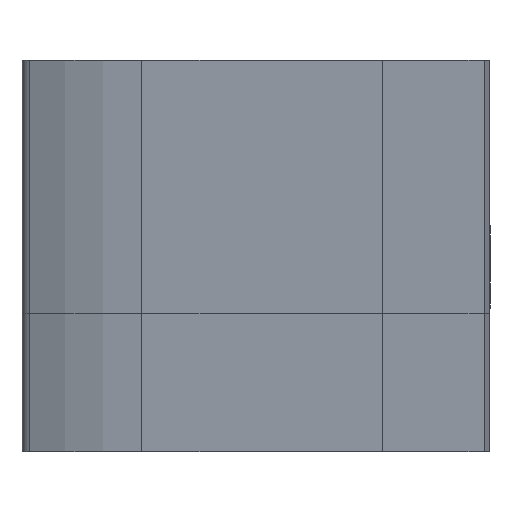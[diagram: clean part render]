
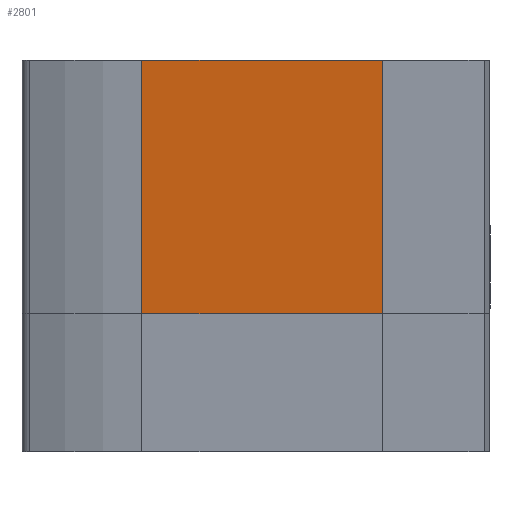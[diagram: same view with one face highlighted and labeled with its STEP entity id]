
A CAD part, left-side view. The second image highlights one B-rep face of the part: STEP entity #2801.
In plain terms, the highlighted planar face has unit normal (-0.981, 0.193, 0).
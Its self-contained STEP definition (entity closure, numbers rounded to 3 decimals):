
#353 = PLANE('',#354);
#354 = AXIS2_PLACEMENT_3D('',#355,#356,#357);
#355 = CARTESIAN_POINT('',(-4.398,-11.476,25.5));
#356 = DIRECTION('',(0.,0.,-1.));
#357 = DIRECTION('',(0.,1.,0.));
#941 = PLANE('',#942);
#942 = AXIS2_PLACEMENT_3D('',#943,#944,#945);
#943 = CARTESIAN_POINT('',(-24.38,-11.5,9.));
#944 = DIRECTION('',(0.981,-0.193,0.)
  );
#945 = DIRECTION('',(0.193,0.981,0.)
  );
#986 = VERTEX_POINT('',#987);
#987 = CARTESIAN_POINT('',(-21.291,4.191,9.));
#1023 = CYLINDRICAL_SURFACE('',#1024,21.7);
#1024 = AXIS2_PLACEMENT_3D('',#1025,#1026,#1027);
#1025 = CARTESIAN_POINT('',(0.,0.,9.));
#1026 = DIRECTION('',(0.,0.,-1.));
#1027 = DIRECTION('',(1.,0.,0.));
#1327 = VERTEX_POINT('',#1328);
#1328 = CARTESIAN_POINT('',(-24.38,-11.5,25.5));
#1342 = PLANE('',#1343);
#1343 = AXIS2_PLACEMENT_3D('',#1344,#1345,#1346);
#1344 = CARTESIAN_POINT('',(-24.38,-11.5,9.));
#1345 = DIRECTION('',(0.981,-0.193,0.)
  );
#1346 = DIRECTION('',(-0.193,-0.981,0.
    ));
#1354 = EDGE_CURVE('',#1355,#1327,#1357,.T.);
#1355 = VERTEX_POINT('',#1356);
#1356 = CARTESIAN_POINT('',(-21.291,4.191,25.5));
#1357 = SURFACE_CURVE('',#1358,(#1362,#1369),.PCURVE_S1.);
#1358 = LINE('',#1359,#1360);
#1359 = CARTESIAN_POINT('',(-21.291,4.191,25.5));
#1360 = VECTOR('',#1361,1.);
#1361 = DIRECTION('',(-0.193,-0.981,0.
    ));
#1362 = PCURVE('',#353,#1363);
#1363 = DEFINITIONAL_REPRESENTATION('',(#1364),#1368);
#1364 = LINE('',#1365,#1366);
#1365 = CARTESIAN_POINT('',(15.667,-16.893));
#1366 = VECTOR('',#1367,1.);
#1367 = DIRECTION('',(-0.981,-0.193));
#1368 = ( GEOMETRIC_REPRESENTATION_CONTEXT(2) 
PARAMETRIC_REPRESENTATION_CONTEXT() REPRESENTATION_CONTEXT('2D SPACE',''
  ) );
#1369 = PCURVE('',#1370,#1375);
#1370 = PLANE('',#1371);
#1371 = AXIS2_PLACEMENT_3D('',#1372,#1373,#1374);
#1372 = CARTESIAN_POINT('',(-21.291,4.191,9.));
#1373 = DIRECTION('',(0.981,-0.193,0.)
  );
#1374 = DIRECTION('',(-0.193,-0.981,0.
    ));
#1375 = DEFINITIONAL_REPRESENTATION('',(#1376),#1380);
#1376 = LINE('',#1377,#1378);
#1377 = CARTESIAN_POINT('',(0.,-16.5));
#1378 = VECTOR('',#1379,1.);
#1379 = DIRECTION('',(1.,0.));
#1380 = ( GEOMETRIC_REPRESENTATION_CONTEXT(2) 
PARAMETRIC_REPRESENTATION_CONTEXT() REPRESENTATION_CONTEXT('2D SPACE',''
  ) );
#2568 = VERTEX_POINT('',#2569);
#2569 = CARTESIAN_POINT('',(-24.38,-11.5,9.));
#2617 = EDGE_CURVE('',#2568,#986,#2618,.T.);
#2618 = SURFACE_CURVE('',#2619,(#2623,#2630),.PCURVE_S1.);
#2619 = LINE('',#2620,#2621);
#2620 = CARTESIAN_POINT('',(-24.38,-11.5,9.));
#2621 = VECTOR('',#2622,1.);
#2622 = DIRECTION('',(0.193,0.981,0.)
  );
#2623 = PCURVE('',#941,#2624);
#2624 = DEFINITIONAL_REPRESENTATION('',(#2625),#2629);
#2625 = LINE('',#2626,#2627);
#2626 = CARTESIAN_POINT('',(0.,0.));
#2627 = VECTOR('',#2628,1.);
#2628 = DIRECTION('',(1.,0.));
#2629 = ( GEOMETRIC_REPRESENTATION_CONTEXT(2) 
PARAMETRIC_REPRESENTATION_CONTEXT() REPRESENTATION_CONTEXT('2D SPACE',''
  ) );
#2630 = PCURVE('',#1370,#2631);
#2631 = DEFINITIONAL_REPRESENTATION('',(#2632),#2636);
#2632 = LINE('',#2633,#2634);
#2633 = CARTESIAN_POINT('',(15.992,0.));
#2634 = VECTOR('',#2635,1.);
#2635 = DIRECTION('',(-1.,0.));
#2636 = ( GEOMETRIC_REPRESENTATION_CONTEXT(2) 
PARAMETRIC_REPRESENTATION_CONTEXT() REPRESENTATION_CONTEXT('2D SPACE',''
  ) );
#2643 = EDGE_CURVE('',#986,#1355,#2644,.T.);
#2644 = SURFACE_CURVE('',#2645,(#2649,#2656),.PCURVE_S1.);
#2645 = LINE('',#2646,#2647);
#2646 = CARTESIAN_POINT('',(-21.291,4.191,9.));
#2647 = VECTOR('',#2648,1.);
#2648 = DIRECTION('',(0.,0.,1.));
#2649 = PCURVE('',#1023,#2650);
#2650 = DEFINITIONAL_REPRESENTATION('',(#2651),#2655);
#2651 = LINE('',#2652,#2653);
#2652 = CARTESIAN_POINT('',(-2.947,0.));
#2653 = VECTOR('',#2654,1.);
#2654 = DIRECTION('',(-0.,-1.));
#2655 = ( GEOMETRIC_REPRESENTATION_CONTEXT(2) 
PARAMETRIC_REPRESENTATION_CONTEXT() REPRESENTATION_CONTEXT('2D SPACE',''
  ) );
#2656 = PCURVE('',#1370,#2657);
#2657 = DEFINITIONAL_REPRESENTATION('',(#2658),#2662);
#2658 = LINE('',#2659,#2660);
#2659 = CARTESIAN_POINT('',(0.,0.));
#2660 = VECTOR('',#2661,1.);
#2661 = DIRECTION('',(0.,-1.));
#2662 = ( GEOMETRIC_REPRESENTATION_CONTEXT(2) 
PARAMETRIC_REPRESENTATION_CONTEXT() REPRESENTATION_CONTEXT('2D SPACE',''
  ) );
#2778 = EDGE_CURVE('',#2568,#1327,#2779,.T.);
#2779 = SURFACE_CURVE('',#2780,(#2784,#2791),.PCURVE_S1.);
#2780 = LINE('',#2781,#2782);
#2781 = CARTESIAN_POINT('',(-24.38,-11.5,9.));
#2782 = VECTOR('',#2783,1.);
#2783 = DIRECTION('',(0.,0.,1.));
#2784 = PCURVE('',#1342,#2785);
#2785 = DEFINITIONAL_REPRESENTATION('',(#2786),#2790);
#2786 = LINE('',#2787,#2788);
#2787 = CARTESIAN_POINT('',(0.,0.));
#2788 = VECTOR('',#2789,1.);
#2789 = DIRECTION('',(0.,-1.));
#2790 = ( GEOMETRIC_REPRESENTATION_CONTEXT(2) 
PARAMETRIC_REPRESENTATION_CONTEXT() REPRESENTATION_CONTEXT('2D SPACE',''
  ) );
#2791 = PCURVE('',#1370,#2792);
#2792 = DEFINITIONAL_REPRESENTATION('',(#2793),#2797);
#2793 = LINE('',#2794,#2795);
#2794 = CARTESIAN_POINT('',(15.992,0.));
#2795 = VECTOR('',#2796,1.);
#2796 = DIRECTION('',(0.,-1.));
#2797 = ( GEOMETRIC_REPRESENTATION_CONTEXT(2) 
PARAMETRIC_REPRESENTATION_CONTEXT() REPRESENTATION_CONTEXT('2D SPACE',''
  ) );
#2801 = ADVANCED_FACE('',(#2802),#1370,.F.);
#2802 = FACE_BOUND('',#2803,.F.);
#2803 = EDGE_LOOP('',(#2804,#2805,#2806,#2807));
#2804 = ORIENTED_EDGE('',*,*,#2643,.T.);
#2805 = ORIENTED_EDGE('',*,*,#1354,.T.);
#2806 = ORIENTED_EDGE('',*,*,#2778,.F.);
#2807 = ORIENTED_EDGE('',*,*,#2617,.T.);
